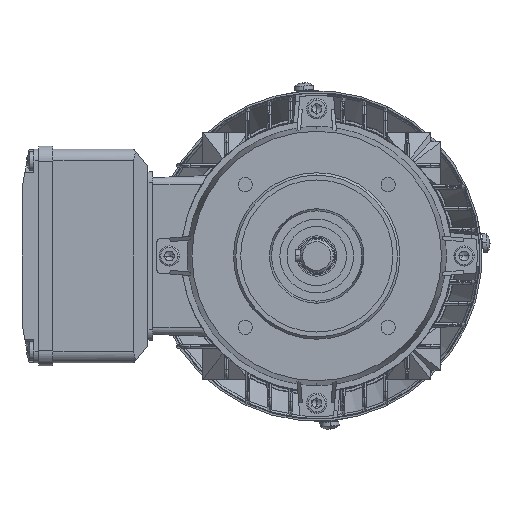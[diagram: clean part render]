
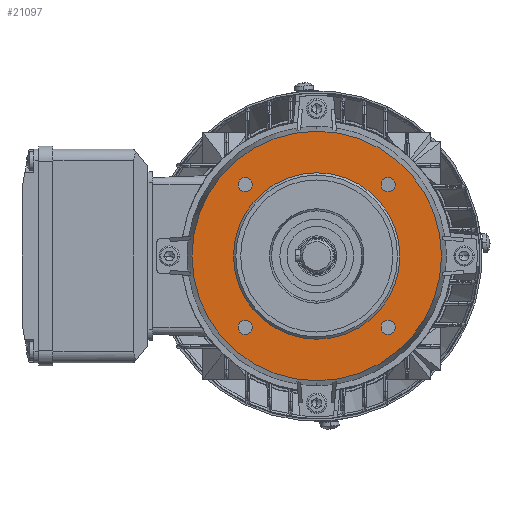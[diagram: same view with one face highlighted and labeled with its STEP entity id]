
A CAD part, left-side view. The second image highlights one B-rep face of the part: STEP entity #21097.
In plain terms, the highlighted face is planar.
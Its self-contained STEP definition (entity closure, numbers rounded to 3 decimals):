
#13974 = EDGE_CURVE ( 'NONE', #14055, #13976, #56197, .T. ) ;
#13976 = VERTEX_POINT ( 'NONE', #56295 ) ;
#14003 = VERTEX_POINT ( 'NONE', #56311 ) ;
#14008 = EDGE_CURVE ( 'NONE', #14003, #14009, #56412, .T. ) ;
#14009 = VERTEX_POINT ( 'NONE', #56402 ) ;
#14020 = VERTEX_POINT ( 'NONE', #56357 ) ;
#14025 = EDGE_CURVE ( 'NONE', #14020, #14027, #56445, .T. ) ;
#14027 = VERTEX_POINT ( 'NONE', #56439 ) ;
#14055 = VERTEX_POINT ( 'NONE', #56547 ) ;
#14072 = VERTEX_POINT ( 'NONE', #56594 ) ;
#14078 = EDGE_CURVE ( 'NONE', #14072, #14079, #56585, .T. ) ;
#14079 = VERTEX_POINT ( 'NONE', #56580 ) ;
#14598 = EDGE_CURVE ( 'NONE', #14600, #14601, #58736, .T. ) ;
#14600 = VERTEX_POINT ( 'NONE', #58730 ) ;
#14601 = VERTEX_POINT ( 'NONE', #58729 ) ;
#14629 = EDGE_CURVE ( 'NONE', #14630, #14709, #58830, .T. ) ;
#14630 = VERTEX_POINT ( 'NONE', #58821 ) ;
#14709 = VERTEX_POINT ( 'NONE', #59106 ) ;
#21054 = EDGE_CURVE ( 'NONE', #14709, #14630, #74505, .T. ) ;
#21080 = ORIENTED_EDGE ( 'NONE', *, *, #14598, .F. ) ;
#21081 = ORIENTED_EDGE ( 'NONE', *, *, #21198, .F. ) ;
#21097 = ADVANCED_FACE ( 'NONE', ( #74570, #74569, #74568, #74567, #74566, #74565 ), #74564, .T. ) ;
#21099 = EDGE_LOOP ( 'NONE', ( #21101, #21105 ) ) ;
#21101 = ORIENTED_EDGE ( 'NONE', *, *, #21103, .F. ) ;
#21103 = EDGE_CURVE ( 'NONE', #14009, #14003, #74554, .T. ) ;
#21105 = ORIENTED_EDGE ( 'NONE', *, *, #14008, .F. ) ;
#21106 = EDGE_LOOP ( 'NONE', ( #21136, #21139 ) ) ;
#21136 = ORIENTED_EDGE ( 'NONE', *, *, #21138, .F. ) ;
#21138 = EDGE_CURVE ( 'NONE', #13976, #14055, #74615, .T. ) ;
#21139 = ORIENTED_EDGE ( 'NONE', *, *, #13974, .F. ) ;
#21141 = EDGE_LOOP ( 'NONE', ( #21143, #21147 ) ) ;
#21143 = ORIENTED_EDGE ( 'NONE', *, *, #21145, .F. ) ;
#21145 = EDGE_CURVE ( 'NONE', #14027, #14020, #74606, .T. ) ;
#21147 = ORIENTED_EDGE ( 'NONE', *, *, #14025, .F. ) ;
#21149 = EDGE_LOOP ( 'NONE', ( #21152, #21155 ) ) ;
#21152 = ORIENTED_EDGE ( 'NONE', *, *, #21153, .F. ) ;
#21153 = EDGE_CURVE ( 'NONE', #14079, #14072, #74648, .T. ) ;
#21155 = ORIENTED_EDGE ( 'NONE', *, *, #14078, .F. ) ;
#21157 = EDGE_LOOP ( 'NONE', ( #21080, #21081 ) ) ;
#21198 = EDGE_CURVE ( 'NONE', #14601, #14600, #74714, .T. ) ;
#21200 = EDGE_LOOP ( 'NONE', ( #21202, #21204 ) ) ;
#21202 = ORIENTED_EDGE ( 'NONE', *, *, #14629, .T. ) ;
#21204 = ORIENTED_EDGE ( 'NONE', *, *, #21054, .T. ) ;
#56191 = DIRECTION ( 'NONE',  ( 1., 0., 0. ) ) ;
#56194 = DIRECTION ( 'NONE',  ( 0., 0., 1. ) ) ;
#56195 = CARTESIAN_POINT ( 'NONE',  ( -30.052, -30.052, 31. ) ) ;
#56196 = AXIS2_PLACEMENT_3D ( 'NONE', #56195, #56194, #56191 ) ;
#56197 = CIRCLE ( 'NONE', #56196, 3. ) ;
#56295 = CARTESIAN_POINT ( 'NONE',  ( -27.052, -30.052, 31. ) ) ;
#56311 = CARTESIAN_POINT ( 'NONE',  ( -33.052, 30.052, 31. ) ) ;
#56357 = CARTESIAN_POINT ( 'NONE',  ( 27.052, -30.052, 31. ) ) ;
#56402 = CARTESIAN_POINT ( 'NONE',  ( -27.052, 30.052, 31. ) ) ;
#56405 = DIRECTION ( 'NONE',  ( 1., 0., 0. ) ) ;
#56407 = DIRECTION ( 'NONE',  ( 0., 0., 1. ) ) ;
#56409 = CARTESIAN_POINT ( 'NONE',  ( -30.052, 30.052, 31. ) ) ;
#56410 = AXIS2_PLACEMENT_3D ( 'NONE', #56409, #56407, #56405 ) ;
#56412 = CIRCLE ( 'NONE', #56410, 3. ) ;
#56439 = CARTESIAN_POINT ( 'NONE',  ( 33.052, -30.052, 31. ) ) ;
#56442 = DIRECTION ( 'NONE',  ( 1., 0., 0. ) ) ;
#56443 = DIRECTION ( 'NONE',  ( 0., 0., 1. ) ) ;
#56444 = AXIS2_PLACEMENT_3D ( 'NONE', #56453, #56443, #56442 ) ;
#56445 = CIRCLE ( 'NONE', #56444, 3. ) ;
#56453 = CARTESIAN_POINT ( 'NONE',  ( 30.052, -30.052, 31. ) ) ;
#56547 = CARTESIAN_POINT ( 'NONE',  ( -33.052, -30.052, 31. ) ) ;
#56580 = CARTESIAN_POINT ( 'NONE',  ( 33.052, 30.052, 31. ) ) ;
#56581 = DIRECTION ( 'NONE',  ( 1., 0., 0. ) ) ;
#56582 = DIRECTION ( 'NONE',  ( 0., 0., 1. ) ) ;
#56583 = CARTESIAN_POINT ( 'NONE',  ( 30.052, 30.052, 31. ) ) ;
#56584 = AXIS2_PLACEMENT_3D ( 'NONE', #56583, #56582, #56581 ) ;
#56585 = CIRCLE ( 'NONE', #56584, 3. ) ;
#56594 = CARTESIAN_POINT ( 'NONE',  ( 27.052, 30.052, 31. ) ) ;
#58729 = CARTESIAN_POINT ( 'NONE',  ( 52.5, 0., 31. ) ) ;
#58730 = CARTESIAN_POINT ( 'NONE',  ( -52.5, 0., 31. ) ) ;
#58731 = DIRECTION ( 'NONE',  ( -1., 0., 0. ) ) ;
#58732 = DIRECTION ( 'NONE',  ( 0., 0., -1. ) ) ;
#58733 = CARTESIAN_POINT ( 'NONE',  ( 0., 0., 31. ) ) ;
#58734 = AXIS2_PLACEMENT_3D ( 'NONE', #58733, #58732, #58731 ) ;
#58736 = CIRCLE ( 'NONE', #58734, 52.5 ) ;
#58821 = CARTESIAN_POINT ( 'NONE',  ( -35., 0., 31. ) ) ;
#58822 = DIRECTION ( 'NONE',  ( -1., 0., 0. ) ) ;
#58824 = DIRECTION ( 'NONE',  ( 0., 0., -1. ) ) ;
#58826 = CARTESIAN_POINT ( 'NONE',  ( 0., 0., 31. ) ) ;
#58828 = AXIS2_PLACEMENT_3D ( 'NONE', #58826, #58824, #58822 ) ;
#58830 = CIRCLE ( 'NONE', #58828, 35. ) ;
#59106 = CARTESIAN_POINT ( 'NONE',  ( 35., 0., 31. ) ) ;
#74501 = DIRECTION ( 'NONE',  ( -1., 0., 0. ) ) ;
#74502 = DIRECTION ( 'NONE',  ( 0., 0., -1. ) ) ;
#74503 = CARTESIAN_POINT ( 'NONE',  ( 0., 0., 31. ) ) ;
#74504 = AXIS2_PLACEMENT_3D ( 'NONE', #74503, #74502, #74501 ) ;
#74505 = CIRCLE ( 'NONE', #74504, 35. ) ;
#74550 = DIRECTION ( 'NONE',  ( 1., 0., 0. ) ) ;
#74551 = DIRECTION ( 'NONE',  ( 0., 0., 1. ) ) ;
#74552 = CARTESIAN_POINT ( 'NONE',  ( -30.052, 30.052, 31. ) ) ;
#74553 = AXIS2_PLACEMENT_3D ( 'NONE', #74552, #74551, #74550 ) ;
#74554 = CIRCLE ( 'NONE', #74553, 3. ) ;
#74560 = DIRECTION ( 'NONE',  ( 1., 0., 0. ) ) ;
#74561 = DIRECTION ( 'NONE',  ( 0., 0., 1. ) ) ;
#74562 = CARTESIAN_POINT ( 'NONE',  ( -52.5, 0., 31. ) ) ;
#74563 = AXIS2_PLACEMENT_3D ( 'NONE', #74562, #74561, #74560 ) ;
#74564 = PLANE ( 'NONE',  #74563 ) ;
#74565 = FACE_BOUND ( 'NONE', #21200, .T. ) ;
#74566 = FACE_OUTER_BOUND ( 'NONE', #21157, .T. ) ;
#74567 = FACE_BOUND ( 'NONE', #21149, .T. ) ;
#74568 = FACE_BOUND ( 'NONE', #21141, .T. ) ;
#74569 = FACE_BOUND ( 'NONE', #21106, .T. ) ;
#74570 = FACE_BOUND ( 'NONE', #21099, .T. ) ;
#74606 = CIRCLE ( 'NONE', #74658, 3. ) ;
#74611 = DIRECTION ( 'NONE',  ( 1., 0., 0. ) ) ;
#74612 = DIRECTION ( 'NONE',  ( 0., 0., 1. ) ) ;
#74613 = CARTESIAN_POINT ( 'NONE',  ( -30.052, -30.052, 31. ) ) ;
#74614 = AXIS2_PLACEMENT_3D ( 'NONE', #74613, #74612, #74611 ) ;
#74615 = CIRCLE ( 'NONE', #74614, 3. ) ;
#74644 = DIRECTION ( 'NONE',  ( 1., 0., 0. ) ) ;
#74645 = DIRECTION ( 'NONE',  ( 0., 0., 1. ) ) ;
#74646 = CARTESIAN_POINT ( 'NONE',  ( 30.052, 30.052, 31. ) ) ;
#74647 = AXIS2_PLACEMENT_3D ( 'NONE', #74646, #74645, #74644 ) ;
#74648 = CIRCLE ( 'NONE', #74647, 3. ) ;
#74655 = DIRECTION ( 'NONE',  ( 1., 0., 0. ) ) ;
#74656 = DIRECTION ( 'NONE',  ( 0., 0., 1. ) ) ;
#74657 = CARTESIAN_POINT ( 'NONE',  ( 30.052, -30.052, 31. ) ) ;
#74658 = AXIS2_PLACEMENT_3D ( 'NONE', #74657, #74656, #74655 ) ;
#74710 = DIRECTION ( 'NONE',  ( -1., 0., 0. ) ) ;
#74711 = DIRECTION ( 'NONE',  ( 0., 0., -1. ) ) ;
#74712 = CARTESIAN_POINT ( 'NONE',  ( 0., 0., 31. ) ) ;
#74713 = AXIS2_PLACEMENT_3D ( 'NONE', #74712, #74711, #74710 ) ;
#74714 = CIRCLE ( 'NONE', #74713, 52.5 ) ;
